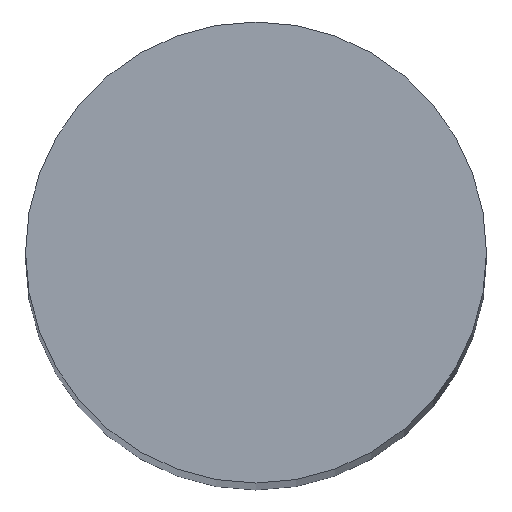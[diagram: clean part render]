
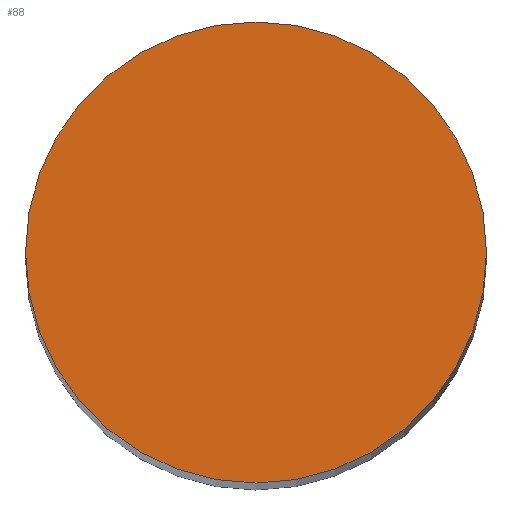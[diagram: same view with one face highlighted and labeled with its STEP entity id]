
A CAD part, top view. The second image highlights one B-rep face of the part: STEP entity #88.
In plain terms, the highlighted planar face has unit normal (0, 0, 1).
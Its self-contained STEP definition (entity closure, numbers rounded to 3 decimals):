
#2 = CARTESIAN_POINT ( 'NONE',  ( 0., 0., 130. ) ) ;
#3 = CARTESIAN_POINT ( 'NONE',  ( -7.5, 0., 130. ) ) ;
#7 = DIRECTION ( 'NONE',  ( 0., 0., 1. ) ) ;
#13 = EDGE_CURVE ( 'NONE', #99, #109, #68, .T. ) ;
#19 = ORIENTED_EDGE ( 'NONE', *, *, #13, .T. ) ;
#21 = DIRECTION ( 'NONE',  ( 1., 0., 0. ) ) ;
#23 = CARTESIAN_POINT ( 'NONE',  ( 0., 0., 130. ) ) ;
#34 = CARTESIAN_POINT ( 'NONE',  ( 0., 0., 130. ) ) ;
#35 = DIRECTION ( 'NONE',  ( 1., 0., 0. ) ) ;
#43 = EDGE_LOOP ( 'NONE', ( #111, #19 ) ) ;
#49 = PLANE ( 'NONE',  #85 ) ;
#62 = FACE_OUTER_BOUND ( 'NONE', #43, .T. ) ;
#67 = EDGE_CURVE ( 'NONE', #109, #99, #84, .T. ) ;
#68 = CIRCLE ( 'NONE', #121, 7.5 ) ;
#84 = CIRCLE ( 'NONE', #104, 7.5 ) ;
#85 = AXIS2_PLACEMENT_3D ( 'NONE', #23, #105, #115 ) ;
#88 = ADVANCED_FACE ( 'NONE', ( #62 ), #49, .T. ) ;
#92 = CARTESIAN_POINT ( 'NONE',  ( 7.5, 0., 130. ) ) ;
#99 = VERTEX_POINT ( 'NONE', #92 ) ;
#104 = AXIS2_PLACEMENT_3D ( 'NONE', #2, #7, #35 ) ;
#105 = DIRECTION ( 'NONE',  ( 0., 0., 1. ) ) ;
#109 = VERTEX_POINT ( 'NONE', #3 ) ;
#111 = ORIENTED_EDGE ( 'NONE', *, *, #67, .T. ) ;
#115 = DIRECTION ( 'NONE',  ( 1., 0., 0. ) ) ;
#120 = DIRECTION ( 'NONE',  ( 0., 0., 1. ) ) ;
#121 = AXIS2_PLACEMENT_3D ( 'NONE', #34, #120, #21 ) ;
